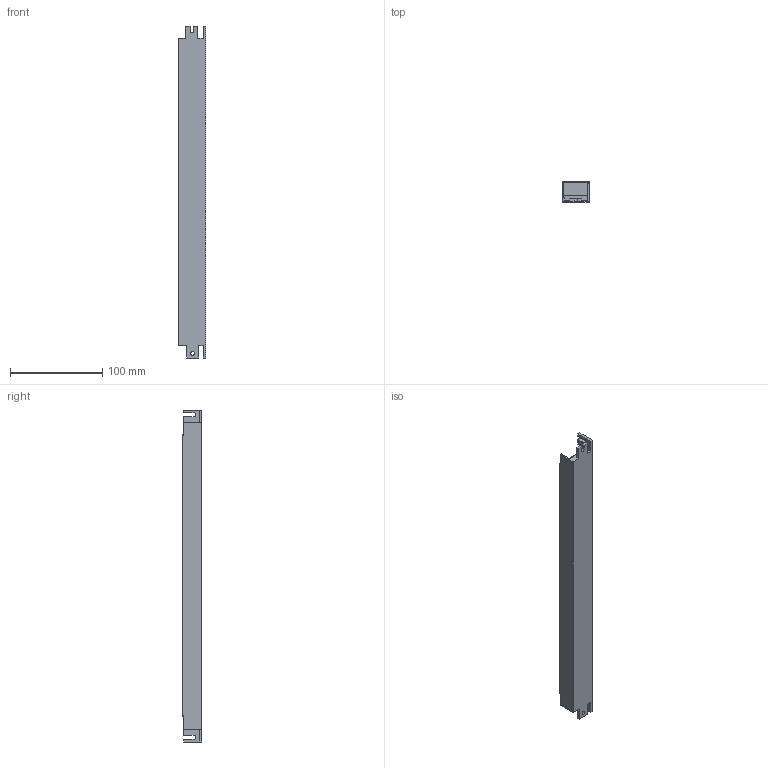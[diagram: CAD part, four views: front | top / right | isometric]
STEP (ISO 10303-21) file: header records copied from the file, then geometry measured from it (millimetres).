
FILE_DESCRIPTION(('Creo Elements/Direct Modeling STEP Export'),'2;1');
FILE_NAME('L9_Gehäuse_Blackbox_1170800400.stp','2015-04-24T14:23:02',(''),(''),'Creo Elements/Direct Modeling STEP processor for AP214 (Solid Model)','Creo Elements/Direct Modeling 18.1C 24-Feb-2013 (C) Parametric Technology GmbH','');
FILE_SCHEMA(('AUTOMOTIVE_DESIGN { 1 0 10303 214 1 1 1 1 }'));
Length unit declared in the file: millimetre
Products named in the file (2): L9_Gehäuse_Blackbox
Assembly tree (1 placements, depth 2):
  L9_Gehäuse_Blackbox
    L9_Gehäuse_Blackbox
Bounding box: 30.2 x 21.3 x 360 mm (x, y, z)
Volume: 154842.9 mm3; surface area: 74407 mm2
Topology: 1 solids, 1 shells, 76 faces, 214 edges, 134 vertices
Faces by surface type: plane 57, cylinder 15, sphere 4
Entity records: 2393 total; most frequent: ORIENTED_EDGE 420, CARTESIAN_POINT 413, DIRECTION 383, EDGE_CURVE 210, VECTOR 175, LINE 175, VERTEX_POINT 134, AXIS2_PLACEMENT_3D 104
